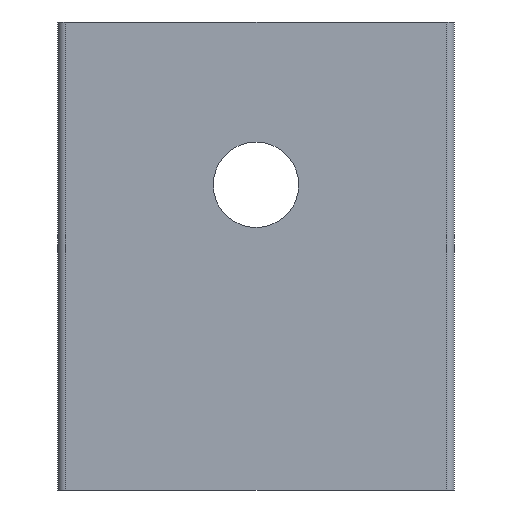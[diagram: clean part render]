
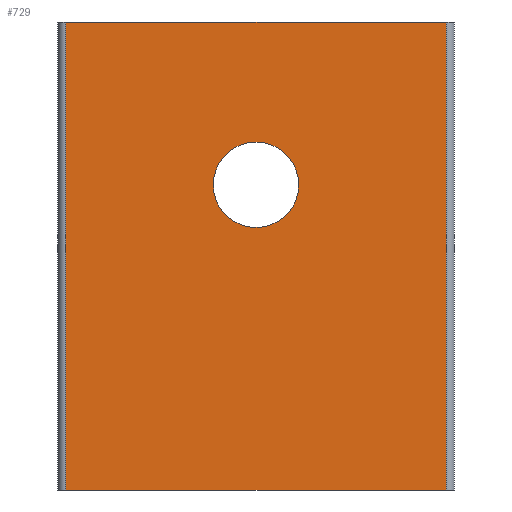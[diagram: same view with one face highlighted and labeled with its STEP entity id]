
A CAD part, front view. The second image highlights one B-rep face of the part: STEP entity #729.
In plain terms, the highlighted planar face has unit normal (0, -1, 0).
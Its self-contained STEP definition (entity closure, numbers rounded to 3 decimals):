
#20=FACE_BOUND('',#110,.T.);
#33=PLANE('',#818);
#66=FACE_OUTER_BOUND('',#109,.T.);
#109=EDGE_LOOP('',(#623,#624,#625,#626));
#110=EDGE_LOOP('',(#627));
#146=LINE('',#1108,#221);
#188=LINE('',#1223,#263);
#192=LINE('',#1232,#267);
#193=LINE('',#1234,#268);
#221=VECTOR('',#887,10.);
#263=VECTOR('',#991,10.);
#267=VECTOR('',#1001,10.);
#268=VECTOR('',#1004,10.);
#306=CIRCLE('',#819,2.1);
#330=VERTEX_POINT('',#1105);
#331=VERTEX_POINT('',#1107);
#372=VERTEX_POINT('',#1220);
#373=VERTEX_POINT('',#1222);
#376=VERTEX_POINT('',#1235);
#404=EDGE_CURVE('',#330,#331,#146,.T.);
#464=EDGE_CURVE('',#372,#373,#188,.T.);
#470=EDGE_CURVE('',#373,#330,#192,.T.);
#471=EDGE_CURVE('',#331,#372,#193,.T.);
#472=EDGE_CURVE('',#376,#376,#306,.T.);
#623=ORIENTED_EDGE('',*,*,#470,.F.);
#624=ORIENTED_EDGE('',*,*,#464,.F.);
#625=ORIENTED_EDGE('',*,*,#471,.F.);
#626=ORIENTED_EDGE('',*,*,#404,.F.);
#627=ORIENTED_EDGE('',*,*,#472,.T.);
#729=ADVANCED_FACE('',(#66,#20),#33,.T.);
#818=AXIS2_PLACEMENT_3D('',#1233,#1002,#1003);
#819=AXIS2_PLACEMENT_3D('',#1236,#1005,#1006);
#887=DIRECTION('',(1.,0.,0.));
#991=DIRECTION('',(-1.,0.,0.));
#1001=DIRECTION('',(0.,0.,1.));
#1002=DIRECTION('center_axis',(0.,-1.,0.));
#1003=DIRECTION('ref_axis',(1.,0.,0.));
#1004=DIRECTION('',(0.,0.,-1.));
#1005=DIRECTION('center_axis',(0.,1.,0.));
#1006=DIRECTION('ref_axis',(1.,0.,0.));
#1105=CARTESIAN_POINT('',(-9.35,-9.75,20.));
#1107=CARTESIAN_POINT('',(9.35,-9.75,20.));
#1108=CARTESIAN_POINT('',(-9.75,-9.75,20.));
#1220=CARTESIAN_POINT('',(9.35,-9.75,-3.));
#1222=CARTESIAN_POINT('',(-9.35,-9.75,-3.));
#1223=CARTESIAN_POINT('',(9.75,-9.75,-3.));
#1232=CARTESIAN_POINT('',(-9.35,-9.75,0.));
#1233=CARTESIAN_POINT('Origin',(-9.75,-9.75,0.));
#1234=CARTESIAN_POINT('',(9.35,-9.75,0.));
#1235=CARTESIAN_POINT('',(-2.1,-9.75,12.));
#1236=CARTESIAN_POINT('Origin',(0.,-9.75,12.));
